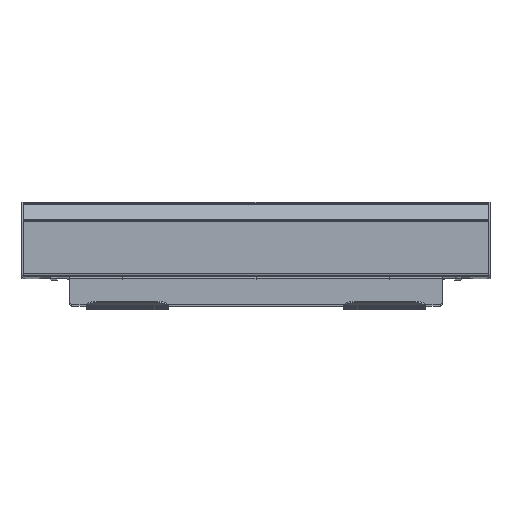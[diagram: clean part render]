
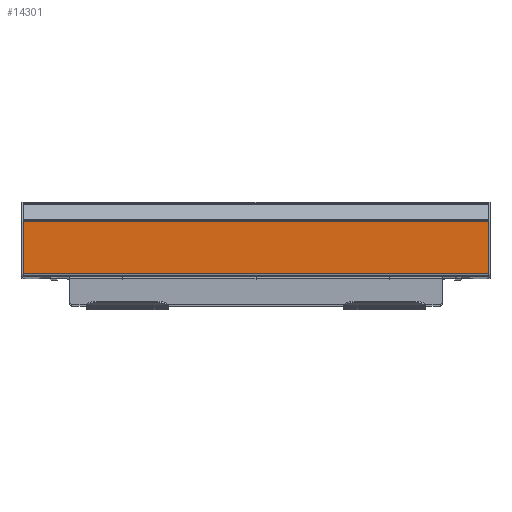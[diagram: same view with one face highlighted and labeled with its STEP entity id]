
A CAD part, top view. The second image highlights one B-rep face of the part: STEP entity #14301.
In plain terms, the highlighted planar face has unit normal (0, 0, 1).
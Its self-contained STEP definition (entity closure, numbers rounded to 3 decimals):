
#521 = EDGE_CURVE ( 'NONE', #9352, #2974, #8884, .T. ) ;
#670 = FACE_OUTER_BOUND ( 'NONE', #852, .T. ) ;
#700 = LINE ( 'NONE', #6397, #11837 ) ;
#852 = EDGE_LOOP ( 'NONE', ( #7261, #6684, #12414, #6213 ) ) ;
#1841 = AXIS2_PLACEMENT_3D ( 'NONE', #13636, #10290, #7693 ) ;
#2974 = VERTEX_POINT ( 'NONE', #10410 ) ;
#3079 = DIRECTION ( 'NONE',  ( 0., -1., 0. ) ) ;
#3083 = DIRECTION ( 'NONE',  ( 1., 0., 0. ) ) ;
#3144 = DIRECTION ( 'NONE',  ( 1., 0., 0. ) ) ;
#3701 = VECTOR ( 'NONE', #12531, 1000. ) ;
#4335 = CARTESIAN_POINT ( 'NONE',  ( -227.5, -19.054, 543. ) ) ;
#6213 = ORIENTED_EDGE ( 'NONE', *, *, #521, .T. ) ;
#6397 = CARTESIAN_POINT ( 'NONE',  ( -227.5, -19.054, 543. ) ) ;
#6684 = ORIENTED_EDGE ( 'NONE', *, *, #12427, .F. ) ;
#7261 = ORIENTED_EDGE ( 'NONE', *, *, #15209, .T. ) ;
#7693 = DIRECTION ( 'NONE',  ( 0., -1., 0. ) ) ;
#7703 = CARTESIAN_POINT ( 'NONE',  ( -227.5, -19.054, 543. ) ) ;
#7808 = LINE ( 'NONE', #8986, #14904 ) ;
#8251 = CARTESIAN_POINT ( 'NONE',  ( 227.5, -19.054, 543. ) ) ;
#8780 = EDGE_CURVE ( 'NONE', #9352, #13894, #700, .T. ) ;
#8884 = LINE ( 'NONE', #7703, #3701 ) ;
#8986 = CARTESIAN_POINT ( 'NONE',  ( 227.5, -19.054, 543. ) ) ;
#9352 = VERTEX_POINT ( 'NONE', #4335 ) ;
#9526 = CARTESIAN_POINT ( 'NONE',  ( -227.5, -69.906, 543. ) ) ;
#10290 = DIRECTION ( 'NONE',  ( 0., 0., 1. ) ) ;
#10402 = VECTOR ( 'NONE', #3083, 1000. ) ;
#10410 = CARTESIAN_POINT ( 'NONE',  ( -227.5, -69.906, 543. ) ) ;
#10784 = LINE ( 'NONE', #9526, #10402 ) ;
#11837 = VECTOR ( 'NONE', #3144, 1000. ) ;
#12414 = ORIENTED_EDGE ( 'NONE', *, *, #8780, .F. ) ;
#12427 = EDGE_CURVE ( 'NONE', #13894, #13709, #7808, .T. ) ;
#12531 = DIRECTION ( 'NONE',  ( 0., -1., 0. ) ) ;
#13430 = CARTESIAN_POINT ( 'NONE',  ( 227.5, -69.906, 543. ) ) ;
#13636 = CARTESIAN_POINT ( 'NONE',  ( -227.5, -19.054, 543. ) ) ;
#13709 = VERTEX_POINT ( 'NONE', #13430 ) ;
#13894 = VERTEX_POINT ( 'NONE', #8251 ) ;
#14301 = ADVANCED_FACE ( 'NONE', ( #670 ), #14807, .T. ) ;
#14807 = PLANE ( 'NONE',  #1841 ) ;
#14904 = VECTOR ( 'NONE', #3079, 1000. ) ;
#15209 = EDGE_CURVE ( 'NONE', #2974, #13709, #10784, .T. ) ;
